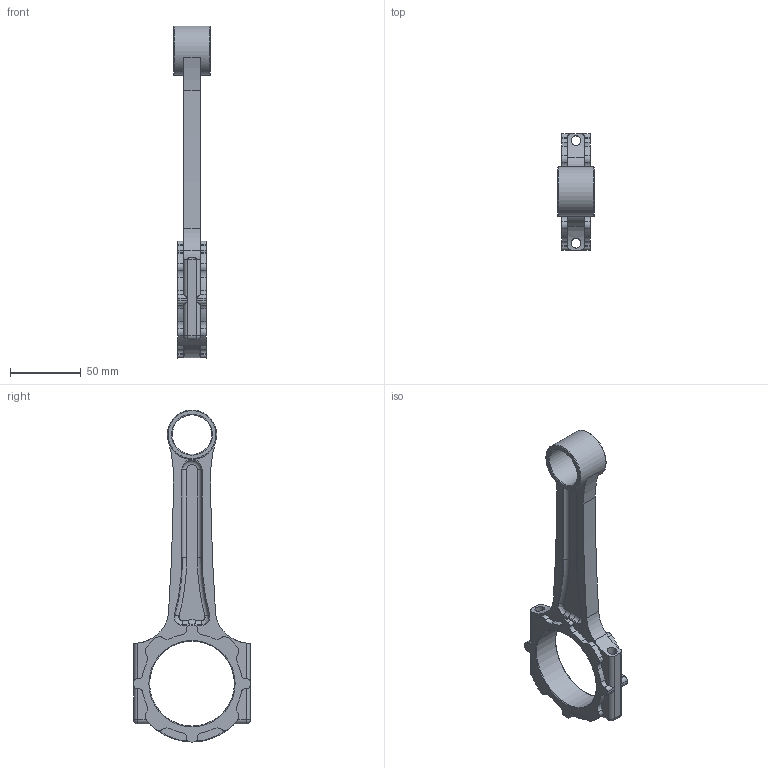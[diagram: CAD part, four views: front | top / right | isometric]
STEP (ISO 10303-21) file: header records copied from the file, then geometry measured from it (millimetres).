
FILE_DESCRIPTION(/* description */ (''),/* implementation_level */ '2;1');
FILE_NAME(/* name */ 'thanhtruyen.stp',/* time_stamp */ '2024-03-07T08:10:40+07:00',/* author */ (''),/* organization */ (''),/* preprocessor_version */ 'ST-DEVELOPER v16.7',/* originating_system */ 'SIEMENS PLM Software NX 12.0',/* authorisation */ '');
FILE_SCHEMA (('AUTOMOTIVE_DESIGN { 1 0 10303 214 3 1 1 1 }'));
Length unit declared in the file: millimetre
Products named in the file (1): thanhtruyen _catpart
Bounding box: 26.04 x 82.53 x 234.74 mm (x, y, z)
Volume: 86350.7 mm3; surface area: 33181.1 mm2
Topology: 1 solids, 1 shells, 210 faces, 588 edges, 376 vertices
Faces by surface type: cylinder 124, plane 40, torus 38, bspline 4, sphere 4
Full cylindrical faces by diameter (mm): 6.826 x2, 28 x1, 34.875 x1, 60 x1
Entity records: 8865 total; most frequent: CARTESIAN_POINT 1871, DIRECTION 1250, ORIENTED_EDGE 1136, EDGE_CURVE 568, AXIS2_PLACEMENT_3D 525, VERTEX_POINT 372, CIRCLE 318, EDGE_LOOP 230
